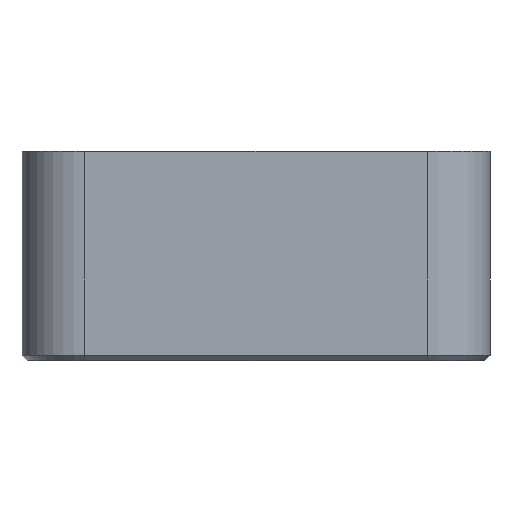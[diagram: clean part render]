
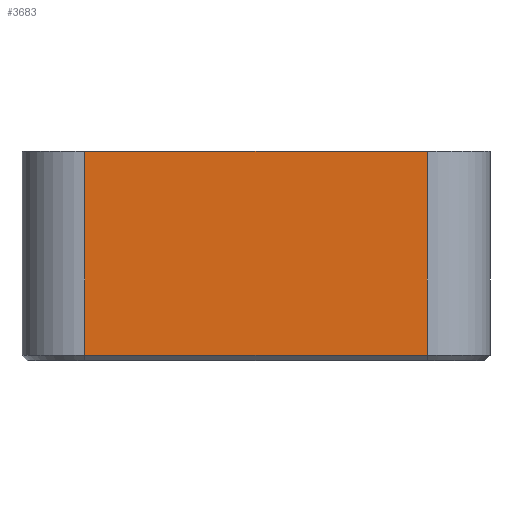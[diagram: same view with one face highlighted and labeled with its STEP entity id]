
A CAD part, front view. The second image highlights one B-rep face of the part: STEP entity #3683.
In plain terms, the highlighted planar face has unit normal (0, -1, 0).
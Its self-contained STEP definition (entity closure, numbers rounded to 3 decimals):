
#261=PLANE('',#4119);
#453=FACE_OUTER_BOUND('',#804,.T.);
#804=EDGE_LOOP('',(#3376,#3377,#3378,#3379));
#974=LINE('',#6150,#1228);
#979=LINE('',#6166,#1233);
#1059=LINE('',#6380,#1313);
#1060=LINE('',#6382,#1314);
#1228=VECTOR('',#4954,10.);
#1233=VECTOR('',#4973,10.);
#1313=VECTOR('',#5211,10.);
#1314=VECTOR('',#5214,10.);
#1814=VERTEX_POINT('',#6144);
#1815=VERTEX_POINT('',#6148);
#1819=VERTEX_POINT('',#6164);
#1874=VERTEX_POINT('',#6378);
#2264=EDGE_CURVE('',#1814,#1815,#974,.T.);
#2272=EDGE_CURVE('',#1814,#1819,#979,.T.);
#2377=EDGE_CURVE('',#1874,#1819,#1059,.T.);
#2378=EDGE_CURVE('',#1815,#1874,#1060,.T.);
#3376=ORIENTED_EDGE('',*,*,#2264,.F.);
#3377=ORIENTED_EDGE('',*,*,#2272,.T.);
#3378=ORIENTED_EDGE('',*,*,#2377,.F.);
#3379=ORIENTED_EDGE('',*,*,#2378,.F.);
#3683=ADVANCED_FACE('',(#453),#261,.T.);
#4119=AXIS2_PLACEMENT_3D('',#6381,#5212,#5213);
#4954=DIRECTION('',(-1.,0.,0.));
#4973=DIRECTION('',(0.,0.,1.));
#5211=DIRECTION('',(1.,0.,0.));
#5212=DIRECTION('center_axis',(0.,-1.,0.));
#5213=DIRECTION('ref_axis',(1.,0.,0.));
#5214=DIRECTION('',(0.,0.,1.));
#6144=CARTESIAN_POINT('',(-6.,0.,-19.5));
#6148=CARTESIAN_POINT('',(-38.76,0.,-19.5));
#6150=CARTESIAN_POINT('',(-30.57,0.,-19.5));
#6164=CARTESIAN_POINT('',(-6.,0.,0.));
#6166=CARTESIAN_POINT('',(-6.,0.,-20.));
#6378=CARTESIAN_POINT('',(-38.76,0.,0.));
#6380=CARTESIAN_POINT('',(-30.57,0.,0.));
#6381=CARTESIAN_POINT('Origin',(-38.76,0.,-20.));
#6382=CARTESIAN_POINT('',(-38.76,0.,-20.));
